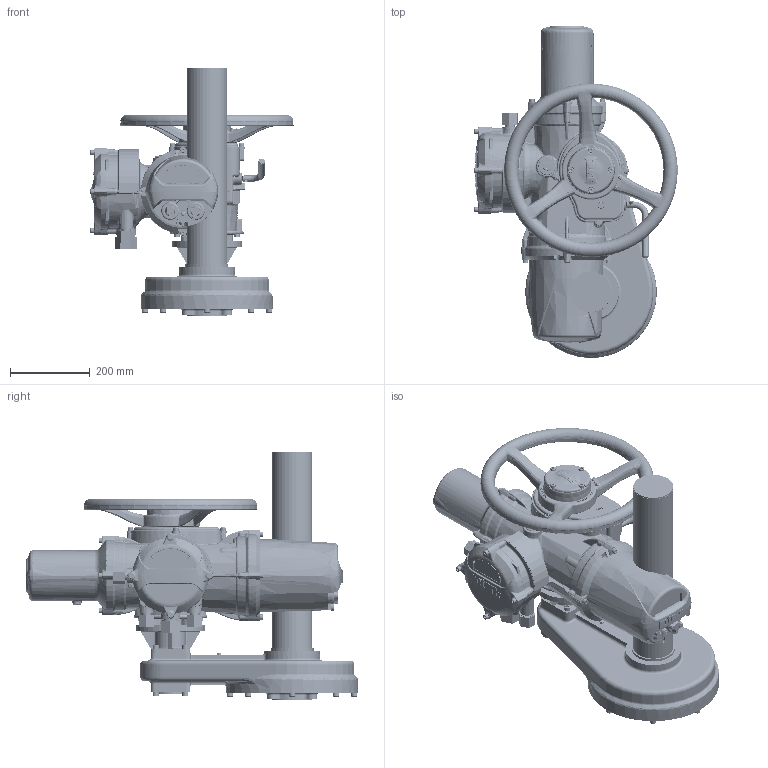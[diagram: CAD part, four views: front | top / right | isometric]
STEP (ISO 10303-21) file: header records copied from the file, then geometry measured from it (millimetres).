
FILE_DESCRIPTION(/* description */ ('Unknown'),/* implementation_level */ '2;1');
FILE_NAME(/* name */ 'II2THWIS6STD',/* time_stamp */ '2019-04-25T14:16:30+01:00',/* author */ ('Unknown'),/* organization */ ('Unknown'),/* preprocessor_version */ 'ST-DEVELOPER v16.7',/* originating_system */ 'DEX',/* authorisation */ $);
FILE_SCHEMA (('AUTOMOTIVE_DESIGN {1 0 10303 214 3 1 1}'));
Length unit declared in the file: millimetre
Products named in the file (17): II2THWIS6STD; IQ3 20 THW; II2-01-std; II0-20SHORT-std; II2-05-std; II2-04THW-std; II2-04CAP-std; II0-20LONG-std; II0-55-std; II2-02B3B4_F14-std; II0-55-ADPIMP4-std; F14-IS6; GB-IS6-GCASE; GB-IS6-CTUBE_500; GB-IS6-INFLG_F14; GB-IS6-OUTFLG_F14; GB-IS6-INDPLATE
Assembly tree (16 placements, depth 3):
  II2THWIS6STD
    IQ3 20 THW
      II2-01-std
      II0-20SHORT-std
      II2-05-std
      II2-04THW-std
      II2-04CAP-std
      II0-20LONG-std
      II0-55-std
      II2-02B3B4_F14-std
    II0-55-ADPIMP4-std
    F14-IS6
      GB-IS6-GCASE
      GB-IS6-CTUBE_500
      GB-IS6-INFLG_F14
      GB-IS6-OUTFLG_F14
      GB-IS6-INDPLATE
Bounding box: 510.06 x 832.35 x 623.9 mm (x, y, z)
Volume: 30448063.2 mm3; surface area: 2830635 mm2
Topology: 50 solids, 59 shells, 7908 faces, 19851 edges, 12024 vertices
Faces by surface type: bspline 2661, plane 2478, cylinder 1122, torus 718, cone 718, sphere 211
Full cylindrical faces by diameter (mm): 1.152 x2, 3 x8, 3.54 x2, 4 x2, 4.917 x1, 6 x4, 6.45 x16, 6.47 x16, 6.5 x1, 6.647 x2, 7 x4, 7.6 x4, 8 x37, 8.1 x2, 8.2 x1, 8.5 x4, 9 x4, 10 x14, 10.5 x12, 11.78 x1, 13 x21, 13.25 x4, 14 x9, 15.5 x1, 15.84 x1, 16 x20, 16.5 x4, 18 x3, 23.058 x3, 24.78 x1
Entity records: 354747 total; most frequent: CARTESIAN_POINT 137872, ORIENTED_EDGE 37188, DIRECTION 28250, EDGE_CURVE 18594, VERTEX_POINT 11664, AXIS2_PLACEMENT_3D 11603, FACE_BOUND 8902, EDGE_LOOP 8870
